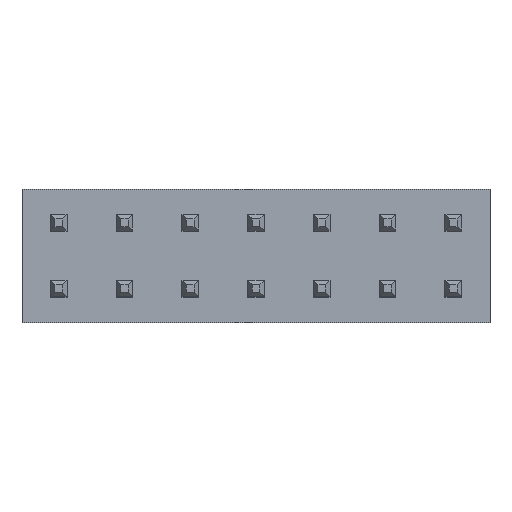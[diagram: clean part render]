
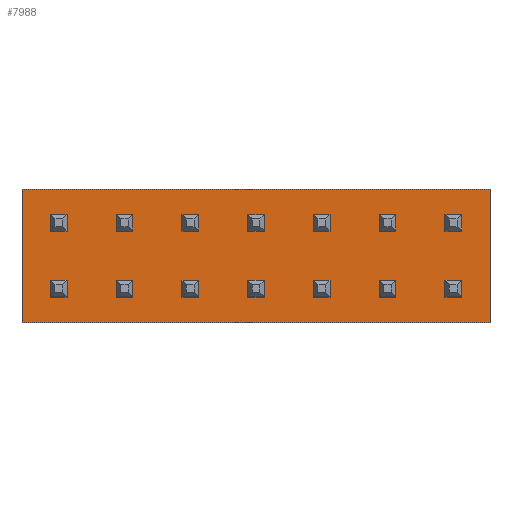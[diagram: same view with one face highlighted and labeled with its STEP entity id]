
A CAD part, top view. The second image highlights one B-rep face of the part: STEP entity #7988.
In plain terms, the highlighted planar face has unit normal (0, 0, 1).
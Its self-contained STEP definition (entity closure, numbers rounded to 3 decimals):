
#7863 = CARTESIAN_POINT ( 'NONE',  ( 16.66, 3.845, 2.54 ) ) ;
#7864 = VERTEX_POINT ( 'NONE', #7863 ) ;
#7871 = CARTESIAN_POINT ( 'NONE',  ( 16.66, -1.305, 2.54 ) ) ;
#7872 = VERTEX_POINT ( 'NONE', #7871 ) ;
#7873 = CARTESIAN_POINT ( 'NONE',  ( 16.66, -1.305, 2.54 ) ) ;
#7874 = DIRECTION ( 'NONE',  ( 0., 1., 0. ) ) ;
#7875 = VECTOR ( 'NONE', #7874, 1000. ) ;
#7876 = LINE ( 'NONE', #7873, #7875 ) ;
#7877 = EDGE_CURVE ( 'NONE', #7872, #7864, #7876, .T. ) ;
#7901 = CARTESIAN_POINT ( 'NONE',  ( -1.42, 3.845, 2.54 ) ) ;
#7902 = VERTEX_POINT ( 'NONE', #7901 ) ;
#7909 = CARTESIAN_POINT ( 'NONE',  ( -1.42, 3.845, 2.54 ) ) ;
#7910 = DIRECTION ( 'NONE',  ( -1., 0., 0. ) ) ;
#7911 = VECTOR ( 'NONE', #7910, 1000. ) ;
#7912 = LINE ( 'NONE', #7909, #7911 ) ;
#7913 = EDGE_CURVE ( 'NONE', #7864, #7902, #7912, .T. ) ;
#7932 = CARTESIAN_POINT ( 'NONE',  ( -1.42, -1.305, 2.54 ) ) ;
#7933 = VERTEX_POINT ( 'NONE', #7932 ) ;
#7940 = CARTESIAN_POINT ( 'NONE',  ( -1.42, -1.305, 2.54 ) ) ;
#7941 = DIRECTION ( 'NONE',  ( 0., -1., 0. ) ) ;
#7942 = VECTOR ( 'NONE', #7941, 1000. ) ;
#7943 = LINE ( 'NONE', #7940, #7942 ) ;
#7944 = EDGE_CURVE ( 'NONE', #7902, #7933, #7943, .T. ) ;
#7962 = CARTESIAN_POINT ( 'NONE',  ( -1.42, -1.305, 2.54 ) ) ;
#7963 = DIRECTION ( 'NONE',  ( 1., 0., 0. ) ) ;
#7964 = VECTOR ( 'NONE', #7963, 1000. ) ;
#7965 = LINE ( 'NONE', #7962, #7964 ) ;
#7966 = EDGE_CURVE ( 'NONE', #7933, #7872, #7965, .T. ) ;
#7977 = ORIENTED_EDGE ( 'NONE', *, *, #7877, .T. ) ;
#7978 = ORIENTED_EDGE ( 'NONE', *, *, #7913, .T. ) ;
#7979 = ORIENTED_EDGE ( 'NONE', *, *, #7944, .T. ) ;
#7980 = ORIENTED_EDGE ( 'NONE', *, *, #7966, .T. ) ;
#7981 = EDGE_LOOP ( 'NONE', ( #7977, #7978, #7979, #7980 ) ) ;
#7982 = FACE_OUTER_BOUND ( 'NONE', #7981, .T. ) ;
#7983 = CARTESIAN_POINT ( 'NONE',  ( 7.62, 1.27, 2.54 ) ) ;
#7984 = DIRECTION ( 'NONE',  ( 0., 0., -1. ) ) ;
#7985 = DIRECTION ( 'NONE',  ( 0., 1., 0. ) ) ;
#7986 = AXIS2_PLACEMENT_3D ( 'NONE', #7983, #7984, #7985 ) ;
#7987 = PLANE ( 'NONE', #7986 ) ;
#7988 = ADVANCED_FACE ( 'NONE', ( #7982 ), #7987, .F. ) ;
